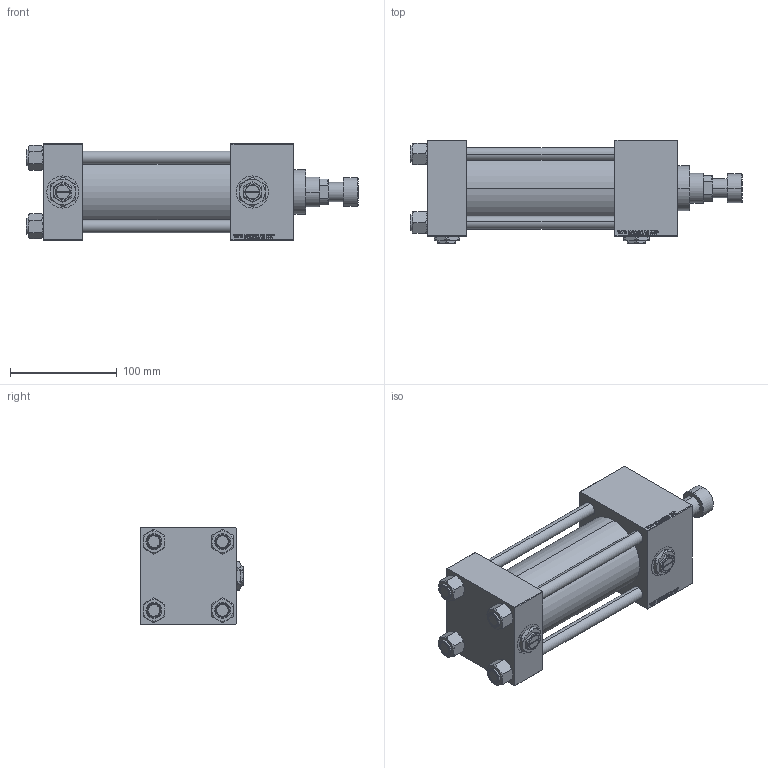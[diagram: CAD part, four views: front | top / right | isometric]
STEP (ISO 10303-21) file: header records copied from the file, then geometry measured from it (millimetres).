
FILE_DESCRIPTION (( 'STEP AP203' ), '1' );
FILE_NAME ('be7f.STEP', '2022-04-16T03:23:20', ( '' ), ( '' ), 'SwSTEP 2.0', 'SolidWorks 2019', '' );
FILE_SCHEMA (( 'CONFIG_CONTROL_DESIGN' ));
Length unit declared in the file: millimetre
Products named in the file (8): V215_VC_A c2845eb09a351881f899493180cce06a; NUT_M5_C c2845eb09a351881f899493180cce06a; V215CR_VCP_C c2845eb09a351881f899493180cce06a; V215CR_ROD_END_F c2845eb09a351881f899493180cce06a; V215CR_C_Body c2845eb09a351881f899493180cce06a; Zatka_pro_OIL_PORT c2845eb09a351881f899493180cce06a; be7f; V215CR_C_TYCINKA c2845eb09a351881f899493180cce06a
Assembly tree (14 placements, depth 2):
  be7f
    V215CR_C_Body c2845eb09a351881f899493180cce06a
    V215CR_VCP_C c2845eb09a351881f899493180cce06a
    NUT_M5_C c2845eb09a351881f899493180cce06a  x4
    V215CR_C_TYCINKA c2845eb09a351881f899493180cce06a  x4
    V215_VC_A c2845eb09a351881f899493180cce06a
    V215CR_ROD_END_F c2845eb09a351881f899493180cce06a
    Zatka_pro_OIL_PORT c2845eb09a351881f899493180cce06a  x2
Bounding box: 311 x 97 x 90 mm (x, y, z)
Volume: 1086668.5 mm3; surface area: 239642.8 mm2
Topology: 14 solids, 14 shells, 1270 faces, 3148 edges, 2031 vertices
Faces by surface type: plane 580, bspline 392, cone 180, cylinder 106, torus 12
Entity records: 52926 total; most frequent: CARTESIAN_POINT 27837, ORIENTED_EDGE 5596, DIRECTION 3670, EDGE_CURVE 2798, VERTEX_POINT 1829, VECTOR 1650, LINE 1650, EDGE_LOOP 1247
